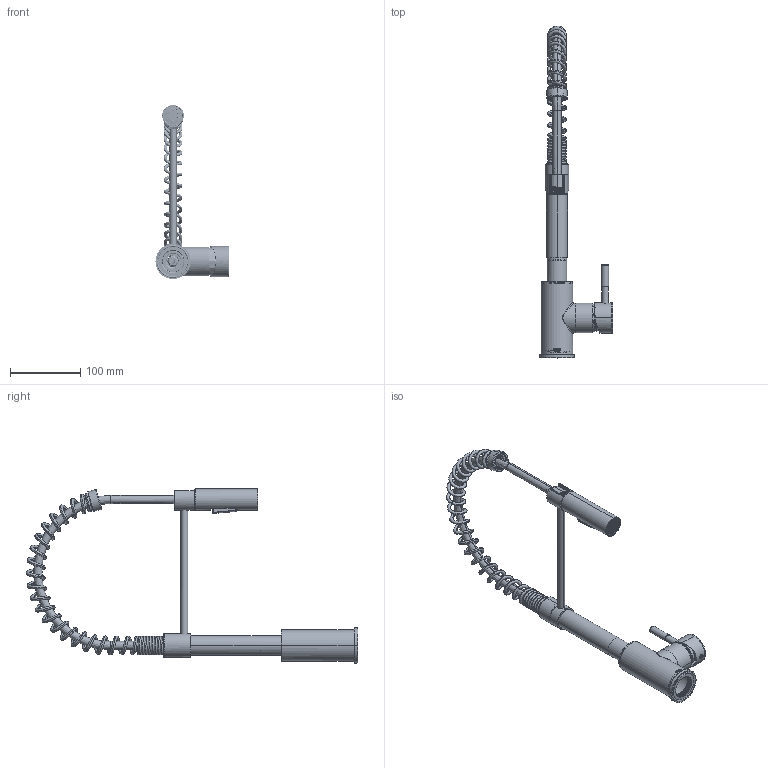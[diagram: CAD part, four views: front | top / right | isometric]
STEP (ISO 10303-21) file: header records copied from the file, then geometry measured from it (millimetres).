
FILE_DESCRIPTION(('CATIA V5 STEP Exchange'),'2;1');
FILE_NAME('2253._.stp','2024-08-01T19:33:38+00:00',('none'),('none'),'CATIA Version 5-6 Release 2014 SP7','CATIA V5 STEP AP203','none');
FILE_SCHEMA(('CONFIG_CONTROL_DESIGN'));
Length unit declared in the file: millimetre
Products named in the file (1): 2253._
Assembly tree (16 placements, depth 2):
  2253._
    #57
    #43099
    #51511
    #51634
    #56305
    #60216
    #66293
    #68817
    #84463
    #86050
    #92905
    #95316
    #95639
    #165163
    #206753
    #208251
Bounding box: 104.12 x 472.88 x 248 mm (x, y, z)
Volume: 225833.7 mm3; surface area: 264064.4 mm2
Topology: 25 solids, 37 shells, 4411 faces, 12294 edges, 8064 vertices
Faces by surface type: plane 3334, cylinder 491, bspline 308, torus 145, cone 129, sphere 4
Entity records: 217154 total; most frequent: CARTESIAN_POINT 109517, ORIENTED_EDGE 22770, DIRECTION 18327, EDGE_CURVE 12288, VECTOR 9129, LINE 9129, VERTEX_POINT 8063, EDGE_LOOP 5359
